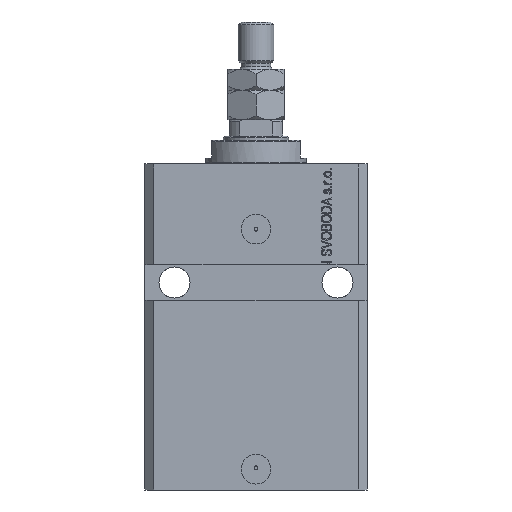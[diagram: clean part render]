
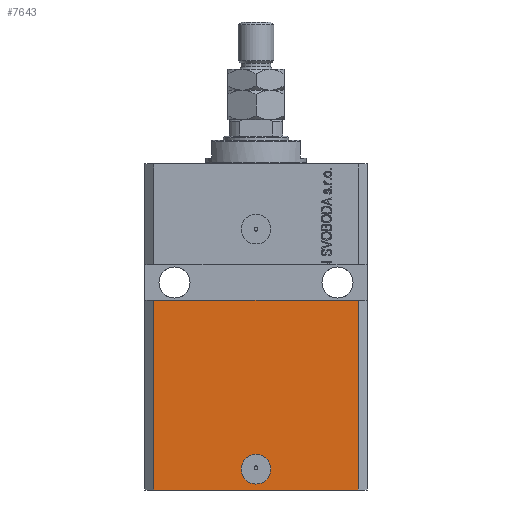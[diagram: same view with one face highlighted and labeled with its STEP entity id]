
A CAD part, front view. The second image highlights one B-rep face of the part: STEP entity #7643.
In plain terms, the highlighted planar face has unit normal (0, -1, 0).
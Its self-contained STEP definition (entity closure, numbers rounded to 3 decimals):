
#1157 = ORIENTED_EDGE ( 'NONE', *, *, #26403, .F. ) ;
#4604 = PLANE ( 'NONE',  #26187 ) ;
#5701 = ORIENTED_EDGE ( 'NONE', *, *, #14490, .T. ) ;
#6182 = CARTESIAN_POINT ( 'NONE',  ( 0., -27.5, -103. ) ) ;
#7643 = ADVANCED_FACE ( 'NONE', ( #35030, #8822 ), #4604, .T. ) ;
#8112 = DIRECTION ( 'NONE',  ( 0., -1., 0. ) ) ;
#8808 = CARTESIAN_POINT ( 'NONE',  ( -5., -27.5, -103. ) ) ;
#8822 = FACE_OUTER_BOUND ( 'NONE', #40138, .T. ) ;
#9360 = VERTEX_POINT ( 'NONE', #15830 ) ;
#11322 = VERTEX_POINT ( 'NONE', #47251 ) ;
#11827 = CARTESIAN_POINT ( 'NONE',  ( 34.5, -27.5, -46. ) ) ;
#12122 = VECTOR ( 'NONE', #35039, 1000. ) ;
#14490 = EDGE_CURVE ( 'NONE', #11322, #29696, #42201, .T. ) ;
#14848 = CARTESIAN_POINT ( 'NONE',  ( 34.5, -27.5, -110. ) ) ;
#15820 = LINE ( 'NONE', #34364, #21351 ) ;
#15830 = CARTESIAN_POINT ( 'NONE',  ( 5., -27.5, -103. ) ) ;
#16041 = EDGE_CURVE ( 'NONE', #20572, #11322, #26893, .T. ) ;
#16430 = DIRECTION ( 'NONE',  ( 0., 0., 1. ) ) ;
#18962 = CIRCLE ( 'NONE', #24390, 5. ) ;
#19455 = DIRECTION ( 'NONE',  ( 0., 0., 1. ) ) ;
#19700 = CARTESIAN_POINT ( 'NONE',  ( -34.5, -27.5, -110. ) ) ;
#20229 = DIRECTION ( 'NONE',  ( 1., 0., 0. ) ) ;
#20447 = CARTESIAN_POINT ( 'NONE',  ( -34.5, -27.5, -110. ) ) ;
#20572 = VERTEX_POINT ( 'NONE', #21202 ) ;
#20784 = DIRECTION ( 'NONE',  ( 0., -1., 0. ) ) ;
#21027 = DIRECTION ( 'NONE',  ( 1., 0., 0. ) ) ;
#21202 = CARTESIAN_POINT ( 'NONE',  ( -34.5, -27.5, -110. ) ) ;
#21351 = VECTOR ( 'NONE', #38553, 1000. ) ;
#22745 = VECTOR ( 'NONE', #16430, 1000. ) ;
#22807 = EDGE_CURVE ( 'NONE', #29412, #9360, #18962, .T. ) ;
#23117 = ORIENTED_EDGE ( 'NONE', *, *, #22807, .F. ) ;
#23195 = CARTESIAN_POINT ( 'NONE',  ( 0., -27.5, -103. ) ) ;
#23577 = EDGE_LOOP ( 'NONE', ( #24803, #23117 ) ) ;
#24390 = AXIS2_PLACEMENT_3D ( 'NONE', #23195, #8112, #20229 ) ;
#24803 = ORIENTED_EDGE ( 'NONE', *, *, #32786, .F. ) ;
#26187 = AXIS2_PLACEMENT_3D ( 'NONE', #19700, #31555, #42446 ) ;
#26403 = EDGE_CURVE ( 'NONE', #45963, #29696, #15820, .T. ) ;
#26893 = LINE ( 'NONE', #20447, #12122 ) ;
#27011 = ORIENTED_EDGE ( 'NONE', *, *, #16041, .T. ) ;
#29412 = VERTEX_POINT ( 'NONE', #8808 ) ;
#29696 = VERTEX_POINT ( 'NONE', #11827 ) ;
#30095 = CARTESIAN_POINT ( 'NONE',  ( -34.5, -27.5, -46. ) ) ;
#31555 = DIRECTION ( 'NONE',  ( 0., -1., 0. ) ) ;
#32572 = ORIENTED_EDGE ( 'NONE', *, *, #46448, .F. ) ;
#32679 = AXIS2_PLACEMENT_3D ( 'NONE', #6182, #20784, #21027 ) ;
#32786 = EDGE_CURVE ( 'NONE', #9360, #29412, #44504, .T. ) ;
#34364 = CARTESIAN_POINT ( 'NONE',  ( -37.5, -27.5, -46. ) ) ;
#35030 = FACE_BOUND ( 'NONE', #23577, .T. ) ;
#35039 = DIRECTION ( 'NONE',  ( 1., 0., 0. ) ) ;
#35760 = VECTOR ( 'NONE', #19455, 1000. ) ;
#38553 = DIRECTION ( 'NONE',  ( 1., 0., 0. ) ) ;
#39897 = CARTESIAN_POINT ( 'NONE',  ( -34.5, -27.5, -110. ) ) ;
#40138 = EDGE_LOOP ( 'NONE', ( #1157, #32572, #27011, #5701 ) ) ;
#42201 = LINE ( 'NONE', #14848, #35760 ) ;
#42446 = DIRECTION ( 'NONE',  ( 0., 0., -1. ) ) ;
#44504 = CIRCLE ( 'NONE', #32679, 5. ) ;
#45963 = VERTEX_POINT ( 'NONE', #30095 ) ;
#46448 = EDGE_CURVE ( 'NONE', #20572, #45963, #47320, .T. ) ;
#47251 = CARTESIAN_POINT ( 'NONE',  ( 34.5, -27.5, -110. ) ) ;
#47320 = LINE ( 'NONE', #39897, #22745 ) ;
